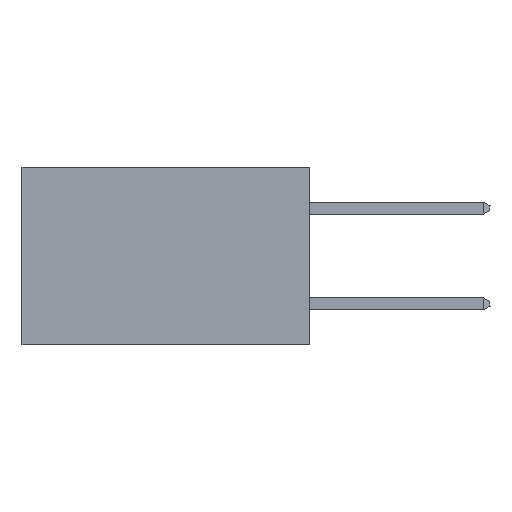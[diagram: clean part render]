
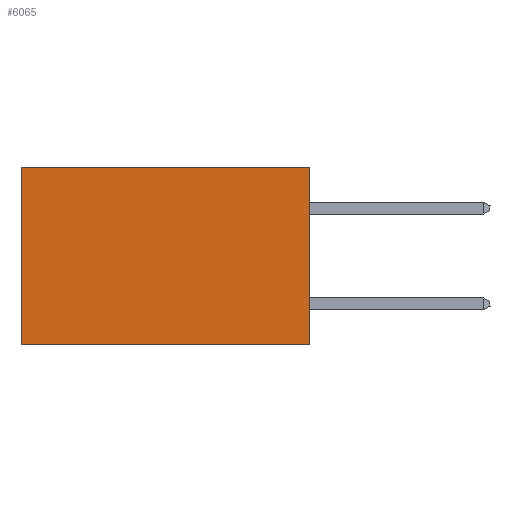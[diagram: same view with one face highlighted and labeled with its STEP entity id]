
A CAD part, left-side view. The second image highlights one B-rep face of the part: STEP entity #6065.
In plain terms, the highlighted planar face has unit normal (-1, 0, 0).
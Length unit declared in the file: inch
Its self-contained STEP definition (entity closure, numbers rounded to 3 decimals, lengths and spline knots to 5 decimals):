
#813 = FACE_OUTER_BOUND ( 'NONE', #23166, .T. ) ;
#1947 = CARTESIAN_POINT ( 'NONE',  ( 0.2875, 0., 0. ) ) ;
#2640 = LINE ( 'NONE', #1947, #24718 ) ;
#3899 = CARTESIAN_POINT ( 'NONE',  ( 0.2875, 0., -0.37 ) ) ;
#4292 = CARTESIAN_POINT ( 'NONE',  ( 0.2875, 0.6, 0. ) ) ;
#5200 = ORIENTED_EDGE ( 'NONE', *, *, #18912, .F. ) ;
#5281 = DIRECTION ( 'NONE',  ( 0., 1., 0. ) ) ;
#6065 = ADVANCED_FACE ( 'NONE', ( #813 ), #31208, .F. ) ;
#6103 = DIRECTION ( 'NONE',  ( 0., 1., 0. ) ) ;
#6352 = CARTESIAN_POINT ( 'NONE',  ( 0.2875, 0.6, -0.37 ) ) ;
#8729 = VECTOR ( 'NONE', #6103, 39.37008 ) ;
#13066 = CARTESIAN_POINT ( 'NONE',  ( 0.2875, 0., 0. ) ) ;
#13263 = EDGE_CURVE ( 'NONE', #14884, #27008, #26083, .T. ) ;
#13403 = VECTOR ( 'NONE', #13952, 39.37008 ) ;
#13952 = DIRECTION ( 'NONE',  ( 0., 0., -1. ) ) ;
#14855 = AXIS2_PLACEMENT_3D ( 'NONE', #31108, #16406, #31426 ) ;
#14884 = VERTEX_POINT ( 'NONE', #18701 ) ;
#16117 = VECTOR ( 'NONE', #5281, 39.37008 ) ;
#16406 = DIRECTION ( 'NONE',  ( 1., 0., 0. ) ) ;
#17695 = CARTESIAN_POINT ( 'NONE',  ( 0.2875, 0., 0. ) ) ;
#18701 = CARTESIAN_POINT ( 'NONE',  ( 0.2875, 0., -0.37 ) ) ;
#18912 = EDGE_CURVE ( 'NONE', #21203, #14884, #2640, .T. ) ;
#19635 = VERTEX_POINT ( 'NONE', #26974 ) ;
#21203 = VERTEX_POINT ( 'NONE', #13066 ) ;
#21379 = ORIENTED_EDGE ( 'NONE', *, *, #13263, .F. ) ;
#22690 = LINE ( 'NONE', #17695, #16117 ) ;
#23166 = EDGE_LOOP ( 'NONE', ( #25632, #21379, #5200, #25190 ) ) ;
#24718 = VECTOR ( 'NONE', #28975, 39.37008 ) ;
#25190 = ORIENTED_EDGE ( 'NONE', *, *, #27529, .T. ) ;
#25632 = ORIENTED_EDGE ( 'NONE', *, *, #27750, .T. ) ;
#26083 = LINE ( 'NONE', #3899, #8729 ) ;
#26535 = LINE ( 'NONE', #4292, #13403 ) ;
#26974 = CARTESIAN_POINT ( 'NONE',  ( 0.2875, 0.6, 0. ) ) ;
#27008 = VERTEX_POINT ( 'NONE', #6352 ) ;
#27529 = EDGE_CURVE ( 'NONE', #21203, #19635, #22690, .T. ) ;
#27750 = EDGE_CURVE ( 'NONE', #19635, #27008, #26535, .T. ) ;
#28975 = DIRECTION ( 'NONE',  ( 0., 0., -1. ) ) ;
#31108 = CARTESIAN_POINT ( 'NONE',  ( 0.2875, 0., 0. ) ) ;
#31208 = PLANE ( 'NONE',  #14855 ) ;
#31426 = DIRECTION ( 'NONE',  ( 0., 0., -1. ) ) ;
